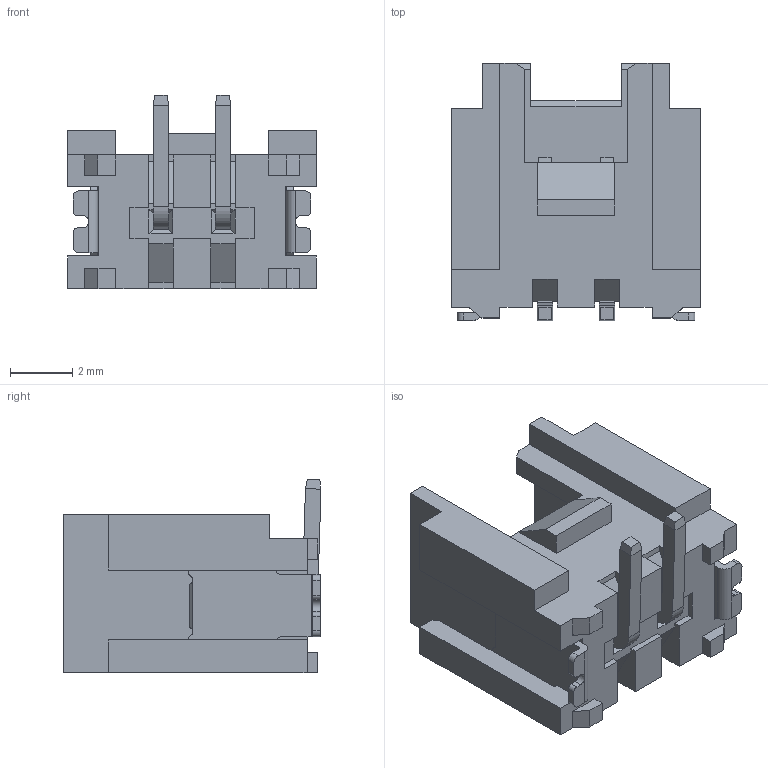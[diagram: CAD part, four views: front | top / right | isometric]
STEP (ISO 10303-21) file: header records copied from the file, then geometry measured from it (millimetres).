
FILE_DESCRIPTION (( 'STEP AP214' ), '1' );
FILE_NAME ('WF09-0N02T83N11.STEP', '2023-08-11T14:23:59', ( '' ), ( '' ), 'SwSTEP 2.0', 'SolidWorks 2023', '' );
FILE_SCHEMA (( 'AUTOMOTIVE_DESIGN' ));
Length unit declared in the file: millimetre
Products named in the file (1): WF09-0N02T83N11
Bounding box: 8 x 8.3 x 6.22 mm (x, y, z)
Volume: 146.2 mm3; surface area: 493.7 mm2
Topology: 1 solids, 1 shells, 235 faces, 679 edges, 442 vertices
Faces by surface type: plane 197, cylinder 38
Entity records: 10229 total; most frequent: CARTESIAN_POINT 1381, ORIENTED_EDGE 1358, DIRECTION 1223, EDGE_CURVE 679, LINE 591, VECTOR 591, VERTEX_POINT 442, AXIS2_PLACEMENT_3D 316
